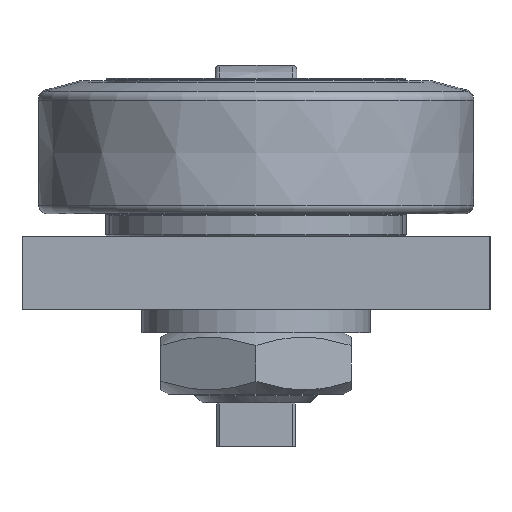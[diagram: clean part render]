
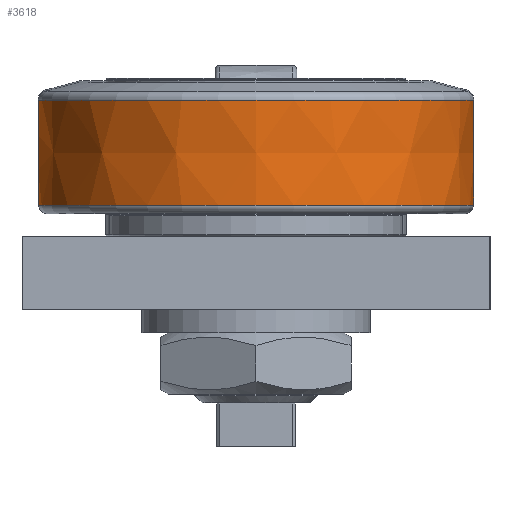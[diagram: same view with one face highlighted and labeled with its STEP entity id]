
A CAD part, left-side view. The second image highlights one B-rep face of the part: STEP entity #3618.
In plain terms, the highlighted free-form (B-spline) face has degree [2, 2] with [3, 9] control points.
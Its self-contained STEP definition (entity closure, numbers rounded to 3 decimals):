
#880=(
BOUNDED_SURFACE()
B_SPLINE_SURFACE(2,2,((#6074,#6075,#6076,#6077,#6078,#6079,#6080,#6081,
#6082),(#6083,#6084,#6085,#6086,#6087,#6088,#6089,#6090,#6091),(#6092,#6093,
#6094,#6095,#6096,#6097,#6098,#6099,#6100)),.UNSPECIFIED.,.F.,.T.,.F.)
B_SPLINE_SURFACE_WITH_KNOTS((3,3),(3,2,2,2,3),(-0.013,0.011),
(-3.142,-1.571,0.,1.571,3.142),
 .UNSPECIFIED.)
GEOMETRIC_REPRESENTATION_ITEM()
RATIONAL_B_SPLINE_SURFACE(((1.,0.707,1.,0.707,1.,
0.707,1.,0.707,1.),(1.,0.707,
1.,0.707,1.,0.707,1.,
0.707,1.),(1.,0.707,1.,0.707,
1.,0.707,1.,0.707,1.)))
REPRESENTATION_ITEM('')
SURFACE()
);
#1025=FACE_OUTER_BOUND('',#1267,.T.);
#1267=EDGE_LOOP('',(#3131,#3132,#3133,#3134,#3135,#3136));
#1492=CIRCLE('',#3988,74.411);
#1493=CIRCLE('',#3989,74.411);
#1495=CIRCLE('',#3991,1500.);
#1496=CIRCLE('',#3992,74.373);
#1497=CIRCLE('',#3993,74.373);
#1811=VERTEX_POINT('',#6068);
#1812=VERTEX_POINT('',#6070);
#1813=VERTEX_POINT('',#6101);
#1814=VERTEX_POINT('',#6103);
#2271=EDGE_CURVE('',#1811,#1812,#1492,.T.);
#2272=EDGE_CURVE('',#1812,#1811,#1493,.T.);
#2274=EDGE_CURVE('',#1811,#1813,#1495,.T.);
#2275=EDGE_CURVE('',#1814,#1813,#1496,.T.);
#2276=EDGE_CURVE('',#1813,#1814,#1497,.T.);
#3131=ORIENTED_EDGE('',*,*,#2272,.F.);
#3132=ORIENTED_EDGE('',*,*,#2271,.F.);
#3133=ORIENTED_EDGE('',*,*,#2274,.T.);
#3134=ORIENTED_EDGE('',*,*,#2275,.F.);
#3135=ORIENTED_EDGE('',*,*,#2276,.F.);
#3136=ORIENTED_EDGE('',*,*,#2274,.F.);
#3618=ADVANCED_FACE('',(#1025),#880,.F.);
#3988=AXIS2_PLACEMENT_3D('',#6071,#4893,#4894);
#3989=AXIS2_PLACEMENT_3D('',#6072,#4895,#4896);
#3991=AXIS2_PLACEMENT_3D('',#6102,#4899,#4900);
#3992=AXIS2_PLACEMENT_3D('',#6104,#4901,#4902);
#3993=AXIS2_PLACEMENT_3D('',#6105,#4903,#4904);
#4893=DIRECTION('center_axis',(0.,0.,
1.));
#4894=DIRECTION('ref_axis',(-1.,0.,0.));
#4895=DIRECTION('center_axis',(0.,0.,
1.));
#4896=DIRECTION('ref_axis',(-1.,0.,0.));
#4899=DIRECTION('center_axis',(-1.,0.,0.));
#4900=DIRECTION('ref_axis',(0.,1.,0.));
#4901=DIRECTION('center_axis',(0.,0.,
-1.));
#4902=DIRECTION('ref_axis',(-1.,0.,0.));
#4903=DIRECTION('center_axis',(0.,0.,
-1.));
#4904=DIRECTION('ref_axis',(-1.,0.,0.));
#6068=CARTESIAN_POINT('',(-135.92,80.481,34.069));
#6070=CARTESIAN_POINT('',(-61.509,6.07,34.069));
#6071=CARTESIAN_POINT('Origin',(-135.92,6.07,34.069));
#6072=CARTESIAN_POINT('Origin',(-135.92,6.07,34.069));
#6074=CARTESIAN_POINT('Ctrl Pts',(-135.92,80.443,-1.839));
#6075=CARTESIAN_POINT('Ctrl Pts',(-210.293,80.443,-1.839));
#6076=CARTESIAN_POINT('Ctrl Pts',(-210.293,6.07,-1.839));
#6077=CARTESIAN_POINT('Ctrl Pts',(-210.293,-68.302,-1.839));
#6078=CARTESIAN_POINT('Ctrl Pts',(-135.92,-68.302,-1.839));
#6079=CARTESIAN_POINT('Ctrl Pts',(-61.547,-68.302,-1.839));
#6080=CARTESIAN_POINT('Ctrl Pts',(-61.547,6.07,-1.839));
#6081=CARTESIAN_POINT('Ctrl Pts',(-61.547,80.443,-1.839));
#6082=CARTESIAN_POINT('Ctrl Pts',(-135.92,80.443,-1.839));
#6083=CARTESIAN_POINT('Ctrl Pts',(-135.92,80.677,16.115));
#6084=CARTESIAN_POINT('Ctrl Pts',(-210.527,80.677,16.115));
#6085=CARTESIAN_POINT('Ctrl Pts',(-210.527,6.07,16.115));
#6086=CARTESIAN_POINT('Ctrl Pts',(-210.527,-68.536,16.115));
#6087=CARTESIAN_POINT('Ctrl Pts',(-135.92,-68.536,16.115));
#6088=CARTESIAN_POINT('Ctrl Pts',(-61.314,-68.536,16.115));
#6089=CARTESIAN_POINT('Ctrl Pts',(-61.314,6.07,16.115));
#6090=CARTESIAN_POINT('Ctrl Pts',(-61.314,80.677,16.115));
#6091=CARTESIAN_POINT('Ctrl Pts',(-135.92,80.677,16.115));
#6092=CARTESIAN_POINT('Ctrl Pts',(-135.92,80.481,34.069));
#6093=CARTESIAN_POINT('Ctrl Pts',(-210.331,80.481,34.069));
#6094=CARTESIAN_POINT('Ctrl Pts',(-210.331,6.07,34.069));
#6095=CARTESIAN_POINT('Ctrl Pts',(-210.331,-68.34,34.069));
#6096=CARTESIAN_POINT('Ctrl Pts',(-135.92,-68.34,34.069));
#6097=CARTESIAN_POINT('Ctrl Pts',(-61.509,-68.34,34.069));
#6098=CARTESIAN_POINT('Ctrl Pts',(-61.509,6.07,34.069));
#6099=CARTESIAN_POINT('Ctrl Pts',(-61.509,80.481,34.069));
#6100=CARTESIAN_POINT('Ctrl Pts',(-135.92,80.481,34.069));
#6101=CARTESIAN_POINT('',(-135.92,80.443,-1.839));
#6102=CARTESIAN_POINT('Origin',(-135.92,-1419.43,17.7));
#6103=CARTESIAN_POINT('',(-61.547,6.07,-1.839));
#6104=CARTESIAN_POINT('Origin',(-135.92,6.07,-1.839));
#6105=CARTESIAN_POINT('Origin',(-135.92,6.07,-1.839));
